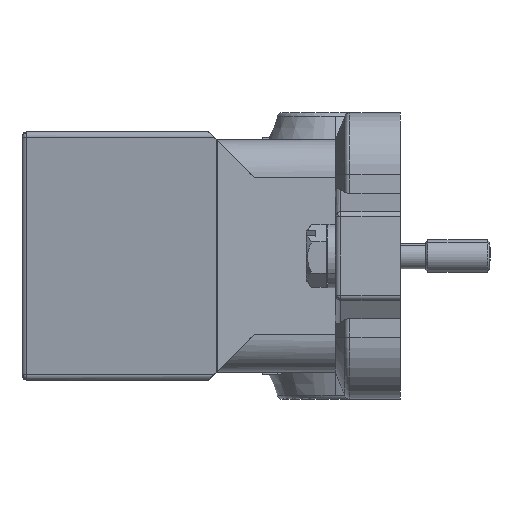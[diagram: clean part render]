
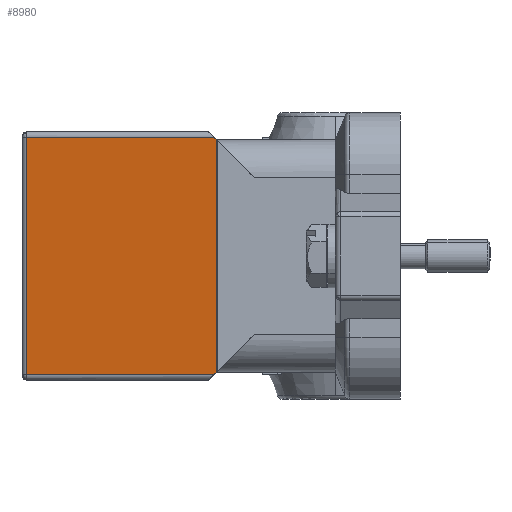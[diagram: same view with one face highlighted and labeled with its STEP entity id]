
A CAD part, left-side view. The second image highlights one B-rep face of the part: STEP entity #8980.
In plain terms, the highlighted planar face has unit normal (-0.985, 0.174, 0).
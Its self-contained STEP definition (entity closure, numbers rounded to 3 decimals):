
#1536=DIRECTION('',(0.124,0.702,-0.702));
#1537=VECTOR('',#1536,0.59);
#1538=CARTESIAN_POINT('',(-36.485,34.086,
-21.586));
#1539=LINE('',#1538,#1537);
#1621=DIRECTION('',(-0.124,-0.702,-0.702));
#1622=VECTOR('',#1621,0.59);
#1623=CARTESIAN_POINT('',(-36.412,34.5,22.));
#1624=LINE('',#1623,#1622);
#2132=CARTESIAN_POINT('',(-36.485,34.086,
-21.586));
#2137=DIRECTION('',(0.,0.,-1.));
#2138=VECTOR('',#2137,43.172);
#2139=CARTESIAN_POINT('',(-36.485,34.086,21.586));
#2140=LINE('',#2139,#2138);
#2144=CARTESIAN_POINT('',(-36.485,34.086,21.586));
#2146=DIRECTION('',(0.174,0.985,0.));
#2147=VECTOR('',#2146,35.209);
#2148=CARTESIAN_POINT('',(-36.412,34.5,
-22.));
#2149=LINE('',#2148,#2147);
#2155=CARTESIAN_POINT('',(-36.412,34.5,
-22.));
#2171=DIRECTION('',(0.,0.,1.));
#2172=VECTOR('',#2171,44.);
#2173=CARTESIAN_POINT('',(-30.298,69.174,-22.));
#2174=LINE('',#2173,#2172);
#2309=DIRECTION('',(-0.174,-0.985,0.));
#2310=VECTOR('',#2309,35.209);
#2311=CARTESIAN_POINT('',(-30.298,69.174,22.));
#2312=LINE('',#2311,#2310);
#2313=CARTESIAN_POINT('',(-36.412,34.5,22.));
#5654=VERTEX_POINT('',#2132);
#5655=VERTEX_POINT('',#2144);
#5661=VERTEX_POINT('',#2313);
#5699=VERTEX_POINT('',#2155);
#5700=CARTESIAN_POINT('',(-30.298,69.174,-22.));
#5701=VERTEX_POINT('',#5700);
#5702=CARTESIAN_POINT('',(-30.298,69.174,22.));
#5703=VERTEX_POINT('',#5702);
#8964=CARTESIAN_POINT('',(-30.152,70.,-23.));
#8965=DIRECTION('',(-0.985,0.174,0.));
#8966=DIRECTION('',(-0.174,-0.985,0.));
#8967=AXIS2_PLACEMENT_3D('',#8964,#8965,#8966);
#8968=PLANE('',#8967);
#8969=ORIENTED_EDGE('',*,*,#8092,.T.);
#8971=ORIENTED_EDGE('',*,*,#8970,.T.);
#8973=ORIENTED_EDGE('',*,*,#8972,.T.);
#8975=ORIENTED_EDGE('',*,*,#8974,.T.);
#8976=ORIENTED_EDGE('',*,*,#8194,.T.);
#8977=ORIENTED_EDGE('',*,*,#8958,.T.);
#8978=EDGE_LOOP('',(#8969,#8971,#8973,#8975,#8976,#8977));
#8979=FACE_OUTER_BOUND('',#8978,.F.);
#8980=ADVANCED_FACE('',(#8979),#8968,.T.);
#8092=EDGE_CURVE('',#5654,#5699,#1539,.T.);
#8194=EDGE_CURVE('',#5661,#5655,#1624,.T.);
#8958=EDGE_CURVE('',#5655,#5654,#2140,.T.);
#8970=EDGE_CURVE('',#5699,#5701,#2149,.T.);
#8972=EDGE_CURVE('',#5701,#5703,#2174,.T.);
#8974=EDGE_CURVE('',#5703,#5661,#2312,.T.);
